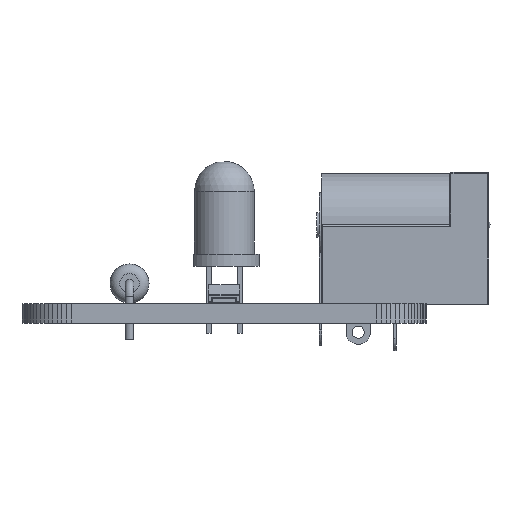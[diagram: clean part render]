
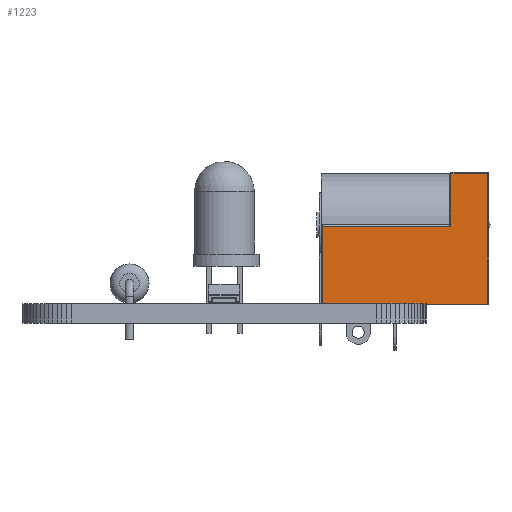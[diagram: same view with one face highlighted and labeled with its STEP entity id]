
A CAD part, left-side view. The second image highlights one B-rep face of the part: STEP entity #1223.
In plain terms, the highlighted face is planar.
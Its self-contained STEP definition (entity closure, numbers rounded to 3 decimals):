
#161 = CYLINDRICAL_SURFACE('',#162,0.1);
#162 = AXIS2_PLACEMENT_3D('',#163,#164,#165);
#163 = CARTESIAN_POINT('',(-10.5,4.4,10.6));
#164 = DIRECTION('',(-1.,0.,0.));
#165 = DIRECTION('',(0.,0.,1.));
#573 = VERTEX_POINT('',#574);
#574 = CARTESIAN_POINT('',(-10.6,4.5,10.6));
#596 = EDGE_CURVE('',#573,#597,#599,.T.);
#597 = VERTEX_POINT('',#598);
#598 = CARTESIAN_POINT('',(-13.6,4.5,10.6));
#599 = SURFACE_CURVE('',#600,(#604,#611),.PCURVE_S1.);
#600 = LINE('',#601,#602);
#601 = CARTESIAN_POINT('',(-10.5,4.5,10.6));
#602 = VECTOR('',#603,1.);
#603 = DIRECTION('',(-1.,0.,0.));
#604 = PCURVE('',#161,#605);
#605 = DEFINITIONAL_REPRESENTATION('',(#606),#610);
#606 = LINE('',#607,#608);
#607 = CARTESIAN_POINT('',(1.571,0.));
#608 = VECTOR('',#609,1.);
#609 = DIRECTION('',(0.,1.));
#610 = ( GEOMETRIC_REPRESENTATION_CONTEXT(2) 
PARAMETRIC_REPRESENTATION_CONTEXT() REPRESENTATION_CONTEXT('2D SPACE',''
  ) );
#611 = PCURVE('',#612,#617);
#612 = PLANE('',#613);
#613 = AXIS2_PLACEMENT_3D('',#614,#615,#616);
#614 = CARTESIAN_POINT('',(-7.771,4.5,4.379));
#615 = DIRECTION('',(0.,1.,0.));
#616 = DIRECTION('',(0.,0.,-1.));
#617 = DEFINITIONAL_REPRESENTATION('',(#618),#622);
#618 = LINE('',#619,#620);
#619 = CARTESIAN_POINT('',(-6.221,2.729));
#620 = VECTOR('',#621,1.);
#621 = DIRECTION('',(0.,1.));
#622 = ( GEOMETRIC_REPRESENTATION_CONTEXT(2) 
PARAMETRIC_REPRESENTATION_CONTEXT() REPRESENTATION_CONTEXT('2D SPACE',''
  ) );
#754 = PLANE('',#755);
#755 = AXIS2_PLACEMENT_3D('',#756,#757,#758);
#756 = CARTESIAN_POINT('',(-6.85,0.,-0.1));
#757 = DIRECTION('',(0.,0.,-1.));
#758 = DIRECTION('',(-1.,0.,0.));
#906 = CYLINDRICAL_SURFACE('',#907,0.1);
#907 = AXIS2_PLACEMENT_3D('',#908,#909,#910);
#908 = CARTESIAN_POINT('',(-10.6,4.4,6.4));
#909 = DIRECTION('',(0.,0.,1.));
#910 = DIRECTION('',(0.,1.,0.));
#1104 = CYLINDRICAL_SURFACE('',#1105,0.1);
#1105 = AXIS2_PLACEMENT_3D('',#1106,#1107,#1108);
#1106 = CARTESIAN_POINT('',(-13.6,4.4,-0.1));
#1107 = DIRECTION('',(0.,0.,1.));
#1108 = DIRECTION('',(0.,1.,0.));
#1223 = ADVANCED_FACE('',(#1224),#612,.T.);
#1224 = FACE_BOUND('',#1225,.T.);
#1225 = EDGE_LOOP('',(#1226,#1251,#1272,#1273,#1318,#1346));
#1226 = ORIENTED_EDGE('',*,*,#1227,.T.);
#1227 = EDGE_CURVE('',#1228,#1230,#1232,.T.);
#1228 = VERTEX_POINT('',#1229);
#1229 = CARTESIAN_POINT('',(-0.1,4.5,-0.1));
#1230 = VERTEX_POINT('',#1231);
#1231 = CARTESIAN_POINT('',(-13.6,4.5,-0.1));
#1232 = SURFACE_CURVE('',#1233,(#1237,#1244),.PCURVE_S1.);
#1233 = LINE('',#1234,#1235);
#1234 = CARTESIAN_POINT('',(0.,4.5,-0.1));
#1235 = VECTOR('',#1236,1.);
#1236 = DIRECTION('',(-1.,0.,0.));
#1237 = PCURVE('',#612,#1238);
#1238 = DEFINITIONAL_REPRESENTATION('',(#1239),#1243);
#1239 = LINE('',#1240,#1241);
#1240 = CARTESIAN_POINT('',(4.479,-7.771));
#1241 = VECTOR('',#1242,1.);
#1242 = DIRECTION('',(0.,1.));
#1243 = ( GEOMETRIC_REPRESENTATION_CONTEXT(2) 
PARAMETRIC_REPRESENTATION_CONTEXT() REPRESENTATION_CONTEXT('2D SPACE',''
  ) );
#1244 = PCURVE('',#754,#1245);
#1245 = DEFINITIONAL_REPRESENTATION('',(#1246),#1250);
#1246 = LINE('',#1247,#1248);
#1247 = CARTESIAN_POINT('',(-6.85,4.5));
#1248 = VECTOR('',#1249,1.);
#1249 = DIRECTION('',(1.,0.));
#1250 = ( GEOMETRIC_REPRESENTATION_CONTEXT(2) 
PARAMETRIC_REPRESENTATION_CONTEXT() REPRESENTATION_CONTEXT('2D SPACE',''
  ) );
#1251 = ORIENTED_EDGE('',*,*,#1252,.T.);
#1252 = EDGE_CURVE('',#1230,#597,#1253,.T.);
#1253 = SURFACE_CURVE('',#1254,(#1258,#1265),.PCURVE_S1.);
#1254 = LINE('',#1255,#1256);
#1255 = CARTESIAN_POINT('',(-13.6,4.5,-0.1));
#1256 = VECTOR('',#1257,1.);
#1257 = DIRECTION('',(0.,0.,1.));
#1258 = PCURVE('',#612,#1259);
#1259 = DEFINITIONAL_REPRESENTATION('',(#1260),#1264);
#1260 = LINE('',#1261,#1262);
#1261 = CARTESIAN_POINT('',(4.479,5.829));
#1262 = VECTOR('',#1263,1.);
#1263 = DIRECTION('',(-1.,0.));
#1264 = ( GEOMETRIC_REPRESENTATION_CONTEXT(2) 
PARAMETRIC_REPRESENTATION_CONTEXT() REPRESENTATION_CONTEXT('2D SPACE',''
  ) );
#1265 = PCURVE('',#1104,#1266);
#1266 = DEFINITIONAL_REPRESENTATION('',(#1267),#1271);
#1267 = LINE('',#1268,#1269);
#1268 = CARTESIAN_POINT('',(0.,0.));
#1269 = VECTOR('',#1270,1.);
#1270 = DIRECTION('',(0.,1.));
#1271 = ( GEOMETRIC_REPRESENTATION_CONTEXT(2) 
PARAMETRIC_REPRESENTATION_CONTEXT() REPRESENTATION_CONTEXT('2D SPACE',''
  ) );
#1272 = ORIENTED_EDGE('',*,*,#596,.F.);
#1273 = ORIENTED_EDGE('',*,*,#1274,.F.);
#1274 = EDGE_CURVE('',#1275,#573,#1277,.T.);
#1275 = VERTEX_POINT('',#1276);
#1276 = CARTESIAN_POINT('',(-10.6,4.5,6.3));
#1277 = SURFACE_CURVE('',#1278,(#1282,#1289),.PCURVE_S1.);
#1278 = LINE('',#1279,#1280);
#1279 = CARTESIAN_POINT('',(-10.6,4.5,6.4));
#1280 = VECTOR('',#1281,1.);
#1281 = DIRECTION('',(0.,0.,1.));
#1282 = PCURVE('',#612,#1283);
#1283 = DEFINITIONAL_REPRESENTATION('',(#1284),#1288);
#1284 = LINE('',#1285,#1286);
#1285 = CARTESIAN_POINT('',(-2.021,2.829));
#1286 = VECTOR('',#1287,1.);
#1287 = DIRECTION('',(-1.,0.));
#1288 = ( GEOMETRIC_REPRESENTATION_CONTEXT(2) 
PARAMETRIC_REPRESENTATION_CONTEXT() REPRESENTATION_CONTEXT('2D SPACE',''
  ) );
#1289 = PCURVE('',#906,#1290);
#1290 = DEFINITIONAL_REPRESENTATION('',(#1291),#1317);
#1291 = B_SPLINE_CURVE_WITH_KNOTS('',3,(#1292,#1293,#1294,#1295,#1296,
    #1297,#1298,#1299,#1300,#1301,#1302,#1303,#1304,#1305,#1306,#1307,
    #1308,#1309,#1310,#1311,#1312,#1313,#1314,#1315,#1316),
  .UNSPECIFIED.,.F.,.F.,(4,1,1,1,1,1,1,1,1,1,1,1,1,1,1,1,1,1,1,1,1,1,4),
  (-0.1,0.095,0.291,0.486,0.682,
    0.877,1.073,1.268,1.464,
    1.659,1.855,2.05,2.245,2.441,
    2.636,2.832,3.027,3.223,
    3.418,3.614,3.809,4.005,4.2),
  .UNSPECIFIED.);
#1292 = CARTESIAN_POINT('',(6.283,-0.1));
#1293 = CARTESIAN_POINT('',(6.283,-0.035));
#1294 = CARTESIAN_POINT('',(6.283,0.095));
#1295 = CARTESIAN_POINT('',(6.283,0.291));
#1296 = CARTESIAN_POINT('',(6.283,0.486));
#1297 = CARTESIAN_POINT('',(6.283,0.682));
#1298 = CARTESIAN_POINT('',(6.283,0.877));
#1299 = CARTESIAN_POINT('',(6.283,1.073));
#1300 = CARTESIAN_POINT('',(6.283,1.268));
#1301 = CARTESIAN_POINT('',(6.283,1.464));
#1302 = CARTESIAN_POINT('',(6.283,1.659));
#1303 = CARTESIAN_POINT('',(6.283,1.855));
#1304 = CARTESIAN_POINT('',(6.283,2.05));
#1305 = CARTESIAN_POINT('',(6.283,2.245));
#1306 = CARTESIAN_POINT('',(6.283,2.441));
#1307 = CARTESIAN_POINT('',(6.283,2.636));
#1308 = CARTESIAN_POINT('',(6.283,2.832));
#1309 = CARTESIAN_POINT('',(6.283,3.027));
#1310 = CARTESIAN_POINT('',(6.283,3.223));
#1311 = CARTESIAN_POINT('',(6.283,3.418));
#1312 = CARTESIAN_POINT('',(6.283,3.614));
#1313 = CARTESIAN_POINT('',(6.283,3.809));
#1314 = CARTESIAN_POINT('',(6.283,4.005));
#1315 = CARTESIAN_POINT('',(6.283,4.135));
#1316 = CARTESIAN_POINT('',(6.283,4.2));
#1317 = ( GEOMETRIC_REPRESENTATION_CONTEXT(2) 
PARAMETRIC_REPRESENTATION_CONTEXT() REPRESENTATION_CONTEXT('2D SPACE',''
  ) );
#1318 = ORIENTED_EDGE('',*,*,#1319,.F.);
#1319 = EDGE_CURVE('',#1320,#1275,#1322,.T.);
#1320 = VERTEX_POINT('',#1321);
#1321 = CARTESIAN_POINT('',(-0.1,4.5,6.3));
#1322 = SURFACE_CURVE('',#1323,(#1327,#1334),.PCURVE_S1.);
#1323 = LINE('',#1324,#1325);
#1324 = CARTESIAN_POINT('',(0.,4.5,6.3));
#1325 = VECTOR('',#1326,1.);
#1326 = DIRECTION('',(-1.,0.,0.));
#1327 = PCURVE('',#612,#1328);
#1328 = DEFINITIONAL_REPRESENTATION('',(#1329),#1333);
#1329 = LINE('',#1330,#1331);
#1330 = CARTESIAN_POINT('',(-1.921,-7.771));
#1331 = VECTOR('',#1332,1.);
#1332 = DIRECTION('',(0.,1.));
#1333 = ( GEOMETRIC_REPRESENTATION_CONTEXT(2) 
PARAMETRIC_REPRESENTATION_CONTEXT() REPRESENTATION_CONTEXT('2D SPACE',''
  ) );
#1334 = PCURVE('',#1335,#1340);
#1335 = CYLINDRICAL_SURFACE('',#1336,0.1);
#1336 = AXIS2_PLACEMENT_3D('',#1337,#1338,#1339);
#1337 = CARTESIAN_POINT('',(0.,4.4,6.3));
#1338 = DIRECTION('',(-1.,0.,0.));
#1339 = DIRECTION('',(0.,1.,0.));
#1340 = DEFINITIONAL_REPRESENTATION('',(#1341),#1345);
#1341 = LINE('',#1342,#1343);
#1342 = CARTESIAN_POINT('',(6.283,0.));
#1343 = VECTOR('',#1344,1.);
#1344 = DIRECTION('',(0.,1.));
#1345 = ( GEOMETRIC_REPRESENTATION_CONTEXT(2) 
PARAMETRIC_REPRESENTATION_CONTEXT() REPRESENTATION_CONTEXT('2D SPACE',''
  ) );
#1346 = ORIENTED_EDGE('',*,*,#1347,.T.);
#1347 = EDGE_CURVE('',#1320,#1228,#1348,.T.);
#1348 = SURFACE_CURVE('',#1349,(#1353,#1360),.PCURVE_S1.);
#1349 = LINE('',#1350,#1351);
#1350 = CARTESIAN_POINT('',(-0.1,4.5,6.4));
#1351 = VECTOR('',#1352,1.);
#1352 = DIRECTION('',(0.,0.,-1.));
#1353 = PCURVE('',#612,#1354);
#1354 = DEFINITIONAL_REPRESENTATION('',(#1355),#1359);
#1355 = LINE('',#1356,#1357);
#1356 = CARTESIAN_POINT('',(-2.021,-7.671));
#1357 = VECTOR('',#1358,1.);
#1358 = DIRECTION('',(1.,0.));
#1359 = ( GEOMETRIC_REPRESENTATION_CONTEXT(2) 
PARAMETRIC_REPRESENTATION_CONTEXT() REPRESENTATION_CONTEXT('2D SPACE',''
  ) );
#1360 = PCURVE('',#1361,#1366);
#1361 = CYLINDRICAL_SURFACE('',#1362,0.1);
#1362 = AXIS2_PLACEMENT_3D('',#1363,#1364,#1365);
#1363 = CARTESIAN_POINT('',(-0.1,4.4,6.4));
#1364 = DIRECTION('',(0.,0.,-1.));
#1365 = DIRECTION('',(0.,1.,0.));
#1366 = DEFINITIONAL_REPRESENTATION('',(#1367),#1371);
#1367 = LINE('',#1368,#1369);
#1368 = CARTESIAN_POINT('',(0.,0.));
#1369 = VECTOR('',#1370,1.);
#1370 = DIRECTION('',(0.,1.));
#1371 = ( GEOMETRIC_REPRESENTATION_CONTEXT(2) 
PARAMETRIC_REPRESENTATION_CONTEXT() REPRESENTATION_CONTEXT('2D SPACE',''
  ) );
